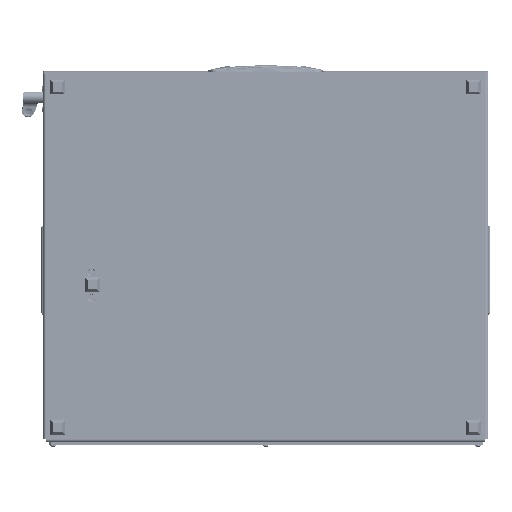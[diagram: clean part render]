
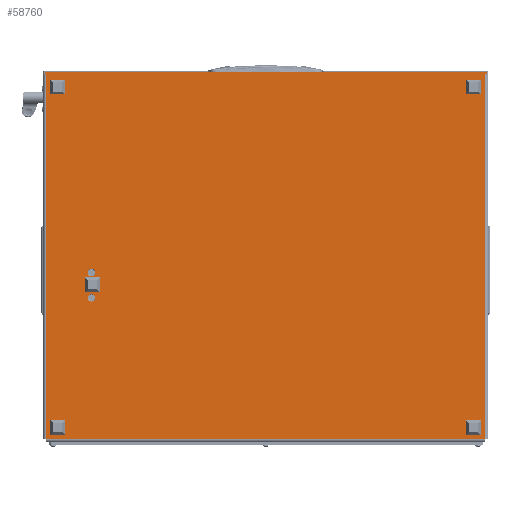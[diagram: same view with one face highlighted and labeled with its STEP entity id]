
A CAD part, front view. The second image highlights one B-rep face of the part: STEP entity #58760.
In plain terms, the highlighted face is planar.
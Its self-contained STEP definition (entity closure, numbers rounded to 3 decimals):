
#570 = VERTEX_POINT ( 'NONE', #25956 ) ;
#2825 = DIRECTION ( 'NONE',  ( -1., 0., 0. ) ) ;
#4759 = DIRECTION ( 'NONE',  ( 0., -1., 0. ) ) ;
#5129 = PLANE ( 'NONE',  #67635 ) ;
#6029 = FACE_BOUND ( 'NONE', #92000, .T. ) ;
#7393 = VECTOR ( 'NONE', #53207, 1000. ) ;
#7846 = EDGE_CURVE ( 'NONE', #21698, #57553, #37917, .T. ) ;
#8764 = EDGE_LOOP ( 'NONE', ( #62018, #85643 ) ) ;
#9633 = AXIS2_PLACEMENT_3D ( 'NONE', #105498, #116745, #105932 ) ;
#11604 = VERTEX_POINT ( 'NONE', #104310 ) ;
#12509 = VECTOR ( 'NONE', #25969, 1000. ) ;
#13428 = CARTESIAN_POINT ( 'NONE',  ( 310., 545., 0. ) ) ;
#14264 = DIRECTION ( 'NONE',  ( 0., 0., -1. ) ) ;
#19894 = VECTOR ( 'NONE', #123426, 1000. ) ;
#21698 = VERTEX_POINT ( 'NONE', #106430 ) ;
#22770 = VERTEX_POINT ( 'NONE', #34217 ) ;
#23055 = EDGE_CURVE ( 'NONE', #108299, #92769, #33517, .T. ) ;
#23145 = CARTESIAN_POINT ( 'NONE',  ( 0., -2., 0. ) ) ;
#23305 = CARTESIAN_POINT ( 'NONE',  ( 0., -4., 0. ) ) ;
#25783 = CARTESIAN_POINT ( 'NONE',  ( 0., 610., 0. ) ) ;
#25956 = CARTESIAN_POINT ( 'NONE',  ( -2., -2., 0. ) ) ;
#25969 = DIRECTION ( 'NONE',  ( 1., 0., 0. ) ) ;
#27546 = LINE ( 'NONE', #102471, #7393 ) ;
#29163 = DIRECTION ( 'NONE',  ( 0., 1., 0. ) ) ;
#32338 = DIRECTION ( 'NONE',  ( 0., 1., 0. ) ) ;
#32944 = DIRECTION ( 'NONE',  ( -1., 0., 0. ) ) ;
#33517 = CIRCLE ( 'NONE', #96842, 5.2 ) ;
#34217 = CARTESIAN_POINT ( 'NONE',  ( 280.2, 545., 0. ) ) ;
#37917 = LINE ( 'NONE', #121800, #71879 ) ;
#38434 = CARTESIAN_POINT ( 'NONE',  ( 310., 545., 0. ) ) ;
#39843 = AXIS2_PLACEMENT_3D ( 'NONE', #92655, #92218, #102133 ) ;
#43582 = LINE ( 'NONE', #115442, #12509 ) ;
#44219 = CARTESIAN_POINT ( 'NONE',  ( 506., 608., 0. ) ) ;
#44754 = LINE ( 'NONE', #54274, #19894 ) ;
#46431 = ORIENTED_EDGE ( 'NONE', *, *, #51472, .T. ) ;
#48215 = CIRCLE ( 'NONE', #39843, 5.2 ) ;
#48384 = LINE ( 'NONE', #44219, #49890 ) ;
#49890 = VECTOR ( 'NONE', #4759, 1000. ) ;
#51316 = CARTESIAN_POINT ( 'NONE',  ( 0., -2., 0. ) ) ;
#51360 = ORIENTED_EDGE ( 'NONE', *, *, #7846, .F. ) ;
#51472 = EDGE_CURVE ( 'NONE', #107966, #57553, #43582, .T. ) ;
#52233 = DIRECTION ( 'NONE',  ( 0., 0., -1. ) ) ;
#53207 = DIRECTION ( 'NONE',  ( 1., 0., 0. ) ) ;
#53676 = VECTOR ( 'NONE', #93739, 1000. ) ;
#54274 = CARTESIAN_POINT ( 'NONE',  ( 0., 608., 0. ) ) ;
#55776 = CARTESIAN_POINT ( 'NONE',  ( 0., 608., 0. ) ) ;
#56183 = CARTESIAN_POINT ( 'NONE',  ( 506., 0., 0. ) ) ;
#57553 = VERTEX_POINT ( 'NONE', #25783 ) ;
#58701 = VECTOR ( 'NONE', #91904, 1000. ) ;
#58760 = ADVANCED_FACE ( 'NONE', ( #78791, #6029, #77166 ), #5129, .T. ) ;
#62018 = ORIENTED_EDGE ( 'NONE', *, *, #115290, .F. ) ;
#62493 = VERTEX_POINT ( 'NONE', #56183 ) ;
#63387 = VERTEX_POINT ( 'NONE', #87543 ) ;
#65566 = CARTESIAN_POINT ( 'NONE',  ( -2., 610., 0. ) ) ;
#65614 = EDGE_CURVE ( 'NONE', #11604, #62493, #27546, .T. ) ;
#66894 = DIRECTION ( 'NONE',  ( 0., 0., -1. ) ) ;
#67528 = EDGE_CURVE ( 'NONE', #570, #107966, #105071, .T. ) ;
#67635 = AXIS2_PLACEMENT_3D ( 'NONE', #55776, #52233, #2825 ) ;
#69069 = EDGE_CURVE ( 'NONE', #92769, #108299, #89250, .T. ) ;
#69392 = ORIENTED_EDGE ( 'NONE', *, *, #116358, .F. ) ;
#71879 = VECTOR ( 'NONE', #32338, 1000. ) ;
#72908 = ORIENTED_EDGE ( 'NONE', *, *, #65614, .F. ) ;
#77166 = FACE_OUTER_BOUND ( 'NONE', #116739, .T. ) ;
#78791 = FACE_BOUND ( 'NONE', #8764, .T. ) ;
#79631 = ORIENTED_EDGE ( 'NONE', *, *, #116203, .T. ) ;
#80810 = AXIS2_PLACEMENT_3D ( 'NONE', #13428, #14264, #32944 ) ;
#85643 = ORIENTED_EDGE ( 'NONE', *, *, #111142, .F. ) ;
#86580 = LINE ( 'NONE', #51316, #58701 ) ;
#86806 = CIRCLE ( 'NONE', #9633, 5.2 ) ;
#87293 = DIRECTION ( 'NONE',  ( -1., 0., 0. ) ) ;
#87543 = CARTESIAN_POINT ( 'NONE',  ( 506., 608., 0. ) ) ;
#89250 = CIRCLE ( 'NONE', #80810, 5.2 ) ;
#91884 = ORIENTED_EDGE ( 'NONE', *, *, #120579, .T. ) ;
#91904 = DIRECTION ( 'NONE',  ( -1., 0., 0. ) ) ;
#92000 = EDGE_LOOP ( 'NONE', ( #109906, #122114 ) ) ;
#92218 = DIRECTION ( 'NONE',  ( 0., 0., -1. ) ) ;
#92473 = ORIENTED_EDGE ( 'NONE', *, *, #67528, .T. ) ;
#92655 = CARTESIAN_POINT ( 'NONE',  ( 275., 545., 0. ) ) ;
#92769 = VERTEX_POINT ( 'NONE', #103962 ) ;
#93739 = DIRECTION ( 'NONE',  ( 0., 1., 0. ) ) ;
#93842 = LINE ( 'NONE', #23305, #53676 ) ;
#96842 = AXIS2_PLACEMENT_3D ( 'NONE', #38434, #66894, #87293 ) ;
#98340 = VERTEX_POINT ( 'NONE', #115766 ) ;
#100857 = ORIENTED_EDGE ( 'NONE', *, *, #122508, .F. ) ;
#102133 = DIRECTION ( 'NONE',  ( -1., 0., 0. ) ) ;
#102471 = CARTESIAN_POINT ( 'NONE',  ( 0., 0., 0. ) ) ;
#103386 = VERTEX_POINT ( 'NONE', #23145 ) ;
#103962 = CARTESIAN_POINT ( 'NONE',  ( 315.2, 545., 0. ) ) ;
#104310 = CARTESIAN_POINT ( 'NONE',  ( 0., 0., 0. ) ) ;
#105071 = LINE ( 'NONE', #117348, #126763 ) ;
#105498 = CARTESIAN_POINT ( 'NONE',  ( 275., 545., 0. ) ) ;
#105932 = DIRECTION ( 'NONE',  ( -1., 0., 0. ) ) ;
#106430 = CARTESIAN_POINT ( 'NONE',  ( 0., 608., 0. ) ) ;
#107966 = VERTEX_POINT ( 'NONE', #65566 ) ;
#108299 = VERTEX_POINT ( 'NONE', #108473 ) ;
#108473 = CARTESIAN_POINT ( 'NONE',  ( 304.8, 545., 0. ) ) ;
#109906 = ORIENTED_EDGE ( 'NONE', *, *, #23055, .F. ) ;
#111142 = EDGE_CURVE ( 'NONE', #22770, #98340, #48215, .T. ) ;
#115290 = EDGE_CURVE ( 'NONE', #98340, #22770, #86806, .T. ) ;
#115442 = CARTESIAN_POINT ( 'NONE',  ( 0., 610., 0. ) ) ;
#115766 = CARTESIAN_POINT ( 'NONE',  ( 269.8, 545., 0. ) ) ;
#116203 = EDGE_CURVE ( 'NONE', #103386, #570, #86580, .T. ) ;
#116358 = EDGE_CURVE ( 'NONE', #63387, #21698, #44754, .T. ) ;
#116739 = EDGE_LOOP ( 'NONE', ( #100857, #79631, #92473, #46431, #51360, #69392, #91884, #72908 ) ) ;
#116745 = DIRECTION ( 'NONE',  ( 0., 0., -1. ) ) ;
#117348 = CARTESIAN_POINT ( 'NONE',  ( -2., -4., 0. ) ) ;
#120579 = EDGE_CURVE ( 'NONE', #63387, #62493, #48384, .T. ) ;
#121800 = CARTESIAN_POINT ( 'NONE',  ( 0., -4., 0. ) ) ;
#122114 = ORIENTED_EDGE ( 'NONE', *, *, #69069, .F. ) ;
#122508 = EDGE_CURVE ( 'NONE', #103386, #11604, #93842, .T. ) ;
#123426 = DIRECTION ( 'NONE',  ( -1., 0., 0. ) ) ;
#126763 = VECTOR ( 'NONE', #29163, 1000. ) ;
